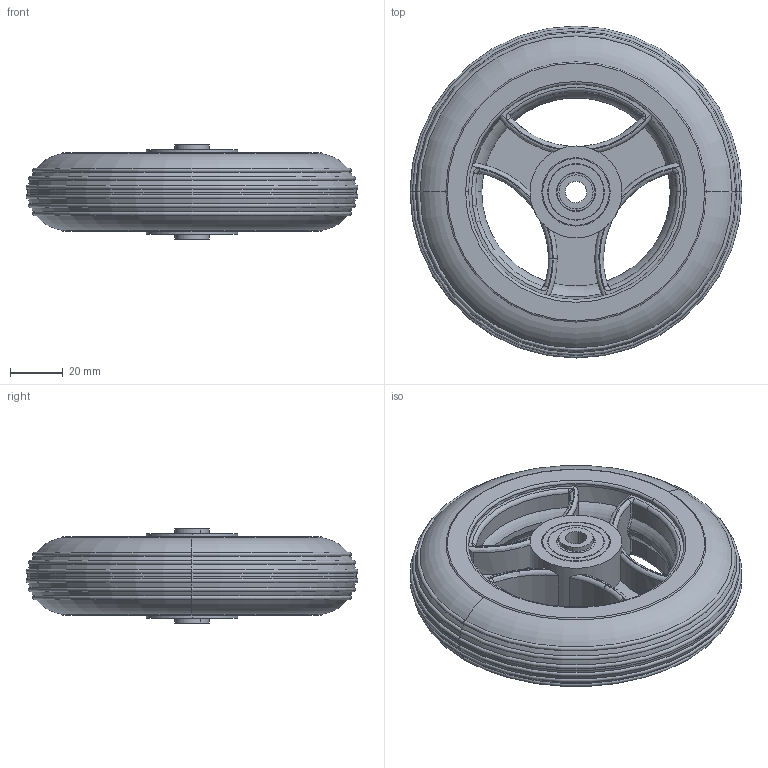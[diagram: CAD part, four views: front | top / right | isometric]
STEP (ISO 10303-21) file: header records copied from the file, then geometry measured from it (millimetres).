
FILE_DESCRIPTION (( 'STEP AP214' ), '1' );
FILE_NAME ('0022715.step', '2021-04-27T10:13:30', ( 'Windows-Benutzer' ), ( '' ), 'SwSTEP 2.0', 'SolidWorks 2020', '' );
FILE_SCHEMA (( 'AUTOMOTIVE_DESIGN' ));
Length unit declared in the file: millimetre
Products named in the file (1): 0022715
Bounding box: 126.31 x 126.31 x 35.8 mm (x, y, z)
Volume: 233681.5 mm3; surface area: 81035.7 mm2
Topology: 11 solids, 11 shells, 497 faces, 1550 edges, 994 vertices
Faces by surface type: torus 196, cylinder 179, plane 52, sphere 44, cone 14, bspline 12
Entity records: 25011 total; most frequent: CARTESIAN_POINT 6398, ORIENTED_EDGE 2924, DIRECTION 2688, EDGE_CURVE 1462, AXIS2_PLACEMENT_3D 1242, VERTEX_POINT 950, CIRCLE 756, EDGE_LOOP 532
